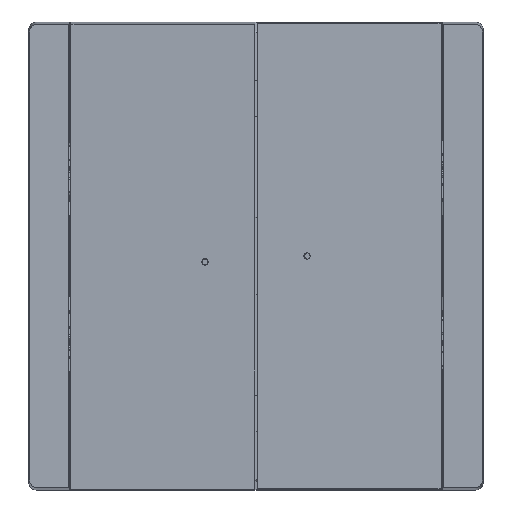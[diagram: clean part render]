
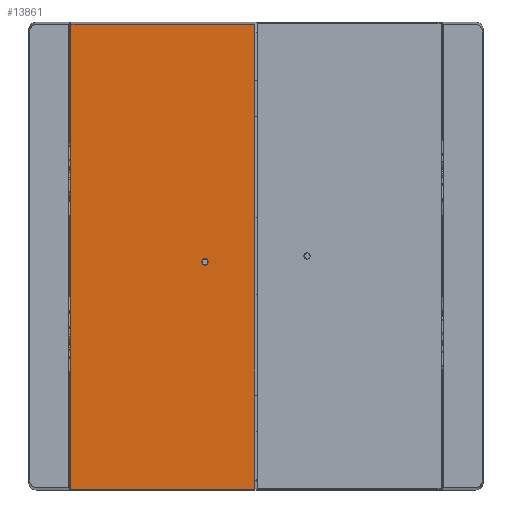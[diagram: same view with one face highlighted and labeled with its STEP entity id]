
A CAD part, top view. The second image highlights one B-rep face of the part: STEP entity #13861.
In plain terms, the highlighted planar face has unit normal (0, -0.04, 0.999).
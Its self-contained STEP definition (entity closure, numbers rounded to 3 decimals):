
#10 = CARTESIAN_POINT ( 'NONE',  ( 164.8, 155.627, 7.969 ) ) ;
#108 = DIRECTION ( 'NONE',  ( 0., 0.999, 0.04 ) ) ;
#145 = CARTESIAN_POINT ( 'NONE',  ( 190.3, 198.875, 9.706 ) ) ;
#241 = CIRCLE ( 'NONE', #30752, 0.6 ) ;
#927 = AXIS2_PLACEMENT_3D ( 'NONE', #32202, #28831, #11768 ) ;
#1276 = CARTESIAN_POINT ( 'NONE',  ( 0., -0.069, 1.715 ) ) ;
#1404 = VERTEX_POINT ( 'NONE', #13685 ) ;
#1595 = VECTOR ( 'NONE', #34652, 1000. ) ;
#1841 = FACE_BOUND ( 'NONE', #21236, .T. ) ;
#4413 = LINE ( 'NONE', #22038, #6375 ) ;
#5558 = EDGE_CURVE ( 'NONE', #12752, #22341, #4413, .T. ) ;
#5588 = VECTOR ( 'NONE', #11795, 1000. ) ;
#6114 = EDGE_CURVE ( 'NONE', #22341, #22690, #14241, .T. ) ;
#6314 = CIRCLE ( 'NONE', #927, 0.6 ) ;
#6375 = VECTOR ( 'NONE', #29908, 1000. ) ;
#7127 = AXIS2_PLACEMENT_3D ( 'NONE', #1276, #24332, #24685 ) ;
#8765 = ORIENTED_EDGE ( 'NONE', *, *, #6114, .T. ) ;
#8784 = CARTESIAN_POINT ( 'NONE',  ( 199.8, 244.084, 11.521 ) ) ;
#10078 = ORIENTED_EDGE ( 'NONE', *, *, #20135, .F. ) ;
#10262 = PLANE ( 'NONE',  #7127 ) ;
#10797 = EDGE_CURVE ( 'NONE', #18232, #26327, #241, .T. ) ;
#11366 = CARTESIAN_POINT ( 'NONE',  ( 199.8, 155.627, 7.969 ) ) ;
#11768 = DIRECTION ( 'NONE',  ( 0., -0.999, -0.04 ) ) ;
#11795 = DIRECTION ( 'NONE',  ( 1., 0., 0. ) ) ;
#12045 = CARTESIAN_POINT ( 'NONE',  ( 190.3, 198.276, 9.681 ) ) ;
#12752 = VERTEX_POINT ( 'NONE', #20306 ) ;
#13685 = CARTESIAN_POINT ( 'NONE',  ( 199.8, 244.084, 11.521 ) ) ;
#13861 = ADVANCED_FACE ( 'NONE', ( #1841, #23971 ), #10262, .T. ) ;
#14241 = LINE ( 'NONE', #10, #5588 ) ;
#14570 = LINE ( 'NONE', #8784, #1595 ) ;
#16245 = ORIENTED_EDGE ( 'NONE', *, *, #35529, .T. ) ;
#18064 = CARTESIAN_POINT ( 'NONE',  ( 190.3, 199.475, 9.73 ) ) ;
#18232 = VERTEX_POINT ( 'NONE', #12045 ) ;
#19845 = CARTESIAN_POINT ( 'NONE',  ( 164.8, 155.627, 7.969 ) ) ;
#20099 = EDGE_CURVE ( 'NONE', #1404, #12752, #14570, .T. ) ;
#20135 = EDGE_CURVE ( 'NONE', #26327, #18232, #6314, .T. ) ;
#20306 = CARTESIAN_POINT ( 'NONE',  ( 164.8, 244.084, 11.521 ) ) ;
#21236 = EDGE_LOOP ( 'NONE', ( #21372, #10078 ) ) ;
#21372 = ORIENTED_EDGE ( 'NONE', *, *, #10797, .F. ) ;
#22038 = CARTESIAN_POINT ( 'NONE',  ( 164.8, 244.084, 11.521 ) ) ;
#22341 = VERTEX_POINT ( 'NONE', #19845 ) ;
#22619 = LINE ( 'NONE', #22796, #25914 ) ;
#22690 = VERTEX_POINT ( 'NONE', #11366 ) ;
#22796 = CARTESIAN_POINT ( 'NONE',  ( 199.8, 155.627, 7.969 ) ) ;
#23971 = FACE_OUTER_BOUND ( 'NONE', #30041, .T. ) ;
#24332 = DIRECTION ( 'NONE',  ( 0., -0.04, 0.999 ) ) ;
#24685 = DIRECTION ( 'NONE',  ( 0., -0.999, -0.04 ) ) ;
#25914 = VECTOR ( 'NONE', #108, 1000. ) ;
#26327 = VERTEX_POINT ( 'NONE', #18064 ) ;
#28456 = DIRECTION ( 'NONE',  ( 0., -0.04, 0.999 ) ) ;
#28831 = DIRECTION ( 'NONE',  ( 0., -0.04, 0.999 ) ) ;
#29908 = DIRECTION ( 'NONE',  ( 0., -0.999, -0.04 ) ) ;
#30041 = EDGE_LOOP ( 'NONE', ( #16245, #36481, #35489, #8765 ) ) ;
#30752 = AXIS2_PLACEMENT_3D ( 'NONE', #145, #28456, #31263 ) ;
#31263 = DIRECTION ( 'NONE',  ( 0., -0.999, -0.04 ) ) ;
#32202 = CARTESIAN_POINT ( 'NONE',  ( 190.3, 198.875, 9.706 ) ) ;
#34652 = DIRECTION ( 'NONE',  ( -1., 0., 0. ) ) ;
#35489 = ORIENTED_EDGE ( 'NONE', *, *, #5558, .T. ) ;
#35529 = EDGE_CURVE ( 'NONE', #22690, #1404, #22619, .T. ) ;
#36481 = ORIENTED_EDGE ( 'NONE', *, *, #20099, .T. ) ;
